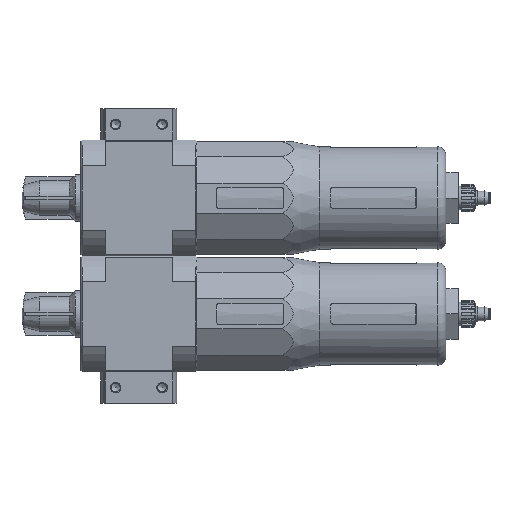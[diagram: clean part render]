
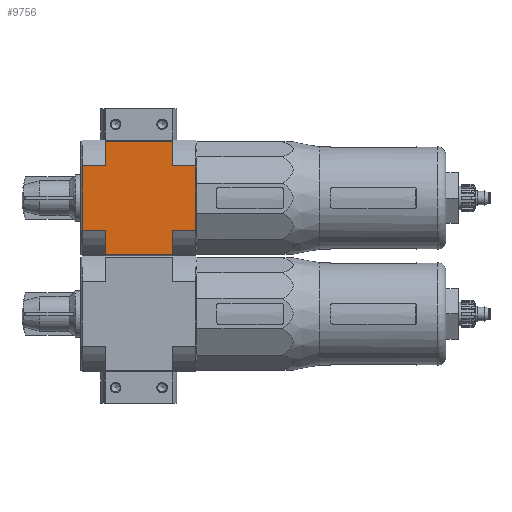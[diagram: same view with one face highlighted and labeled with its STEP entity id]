
A CAD part, left-side view. The second image highlights one B-rep face of the part: STEP entity #9756.
In plain terms, the highlighted face is planar.
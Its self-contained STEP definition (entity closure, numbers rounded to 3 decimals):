
#2403=ORIENTED_EDGE('',*,*,#4584,.T.);
#2404=ORIENTED_EDGE('',*,*,#4581,.F.);
#2405=ORIENTED_EDGE('',*,*,#4601,.T.);
#2406=ORIENTED_EDGE('',*,*,#4579,.F.);
#2407=ORIENTED_EDGE('',*,*,#4574,.T.);
#2408=ORIENTED_EDGE('',*,*,#4571,.F.);
#2409=ORIENTED_EDGE('',*,*,#4569,.F.);
#2410=ORIENTED_EDGE('',*,*,#4566,.T.);
#2411=ORIENTED_EDGE('',*,*,#4564,.F.);
#2412=ORIENTED_EDGE('',*,*,#4562,.T.);
#2413=ORIENTED_EDGE('',*,*,#4560,.F.);
#2414=ORIENTED_EDGE('',*,*,#4558,.T.);
#4558=EDGE_CURVE('',#5767,#5769,#6592,.T.);
#4560=EDGE_CURVE('',#5767,#5771,#6594,.T.);
#4562=EDGE_CURVE('',#5730,#5771,#6595,.T.);
#4564=EDGE_CURVE('',#5730,#5736,#6597,.T.);
#4566=EDGE_CURVE('',#5773,#5736,#6599,.F.);
#4569=EDGE_CURVE('',#5773,#5775,#6601,.T.);
#4571=EDGE_CURVE('',#5775,#5776,#6603,.T.);
#4574=EDGE_CURVE('',#5778,#5776,#6606,.T.);
#4579=EDGE_CURVE('',#5778,#5780,#6609,.F.);
#4581=EDGE_CURVE('',#5783,#5784,#6610,.T.);
#4584=EDGE_CURVE('',#5769,#5784,#6612,.T.);
#4601=EDGE_CURVE('',#5783,#5780,#6617,.T.);
#5730=VERTEX_POINT('',#18323);
#5736=VERTEX_POINT('',#18349);
#5767=VERTEX_POINT('',#18447);
#5769=VERTEX_POINT('',#18451);
#5771=VERTEX_POINT('',#18457);
#5773=VERTEX_POINT('',#18468);
#5775=VERTEX_POINT('',#18474);
#5776=VERTEX_POINT('',#18478);
#5778=VERTEX_POINT('',#18484);
#5780=VERTEX_POINT('',#18490);
#5783=VERTEX_POINT('',#18497);
#5784=VERTEX_POINT('',#18499);
#6592=LINE('',#18452,#7245);
#6594=LINE('',#18456,#7247);
#6595=LINE('',#18460,#7248);
#6597=LINE('',#18463,#7250);
#6599=LINE('',#18467,#7252);
#6601=LINE('',#18473,#7254);
#6603=LINE('',#18477,#7256);
#6606=LINE('',#18483,#7259);
#6609=LINE('',#18493,#7262);
#6610=LINE('',#18498,#7263);
#6612=LINE('',#18504,#7265);
#6617=LINE('',#18561,#7270);
#7245=VECTOR('',#15131,1000.);
#7247=VECTOR('',#15135,1000.);
#7248=VECTOR('',#15140,1000.);
#7250=VECTOR('',#15144,1000.);
#7252=VECTOR('',#15148,1000.);
#7254=VECTOR('',#15154,1000.);
#7256=VECTOR('',#15158,1000.);
#7259=VECTOR('',#15163,1000.);
#7262=VECTOR('',#15172,1000.);
#7263=VECTOR('',#15177,1000.);
#7265=VECTOR('',#15183,1000.);
#7270=VECTOR('',#15212,1000.);
#7957=EDGE_LOOP('',(#2403,#2404,#2405,#2406,#2407,#2408,#2409,#2410,#2411,
#2412,#2413,#2414));
#8749=FACE_BOUND('',#7957,.T.);
#9308=PLANE('',#13278);
#9756=ADVANCED_FACE('',(#8749),#9308,.F.);
#13278=AXIS2_PLACEMENT_3D('',#18560,#15210,#15211);
#15131=DIRECTION('',(0.,-1.,0.));
#15135=DIRECTION('',(-1.,0.,0.));
#15140=DIRECTION('',(0.,-1.,0.));
#15144=DIRECTION('',(-1.,0.,0.));
#15148=DIRECTION('',(0.,-1.,0.));
#15154=DIRECTION('',(-1.,0.,0.));
#15158=DIRECTION('',(0.,-1.,0.));
#15163=DIRECTION('',(-1.,0.,0.));
#15172=DIRECTION('',(0.,1.,0.));
#15177=DIRECTION('',(0.,1.,0.));
#15183=DIRECTION('',(-1.,0.,0.));
#15210=DIRECTION('',(0.,0.,1.));
#15211=DIRECTION('',(1.,0.,0.));
#15212=DIRECTION('',(-1.,0.,0.));
#18323=CARTESIAN_POINT('',(15.362,27.,-27.5));
#18349=CARTESIAN_POINT('',(-15.362,27.,-27.5));
#18447=CARTESIAN_POINT('',(27.,16.,-27.5));
#18451=CARTESIAN_POINT('',(27.,-16.,-27.5));
#18452=CARTESIAN_POINT('',(27.,27.5,-27.5));
#18456=CARTESIAN_POINT('',(27.,16.,-27.5));
#18457=CARTESIAN_POINT('',(15.362,16.,-27.5));
#18460=CARTESIAN_POINT('',(15.362,36.,-27.5));
#18463=CARTESIAN_POINT('',(20.,27.,-27.5));
#18467=CARTESIAN_POINT('',(-15.362,36.,-27.5));
#18468=CARTESIAN_POINT('',(-15.362,16.,-27.5));
#18473=CARTESIAN_POINT('',(27.,16.,-27.5));
#18474=CARTESIAN_POINT('',(-27.,16.,-27.5));
#18477=CARTESIAN_POINT('',(-27.,27.5,-27.5));
#18478=CARTESIAN_POINT('',(-27.,-16.,-27.5));
#18483=CARTESIAN_POINT('',(27.,-16.,-27.5));
#18484=CARTESIAN_POINT('',(-15.362,-16.,-27.5));
#18490=CARTESIAN_POINT('',(-15.362,-27.,-27.5));
#18493=CARTESIAN_POINT('',(-15.362,-36.,-27.5));
#18497=CARTESIAN_POINT('',(15.362,-27.,-27.5));
#18498=CARTESIAN_POINT('',(15.362,-36.,-27.5));
#18499=CARTESIAN_POINT('',(15.362,-16.,-27.5));
#18504=CARTESIAN_POINT('',(27.,-16.,-27.5));
#18560=CARTESIAN_POINT('',(27.,27.5,-27.5));
#18561=CARTESIAN_POINT('',(20.,-27.,-27.5));
